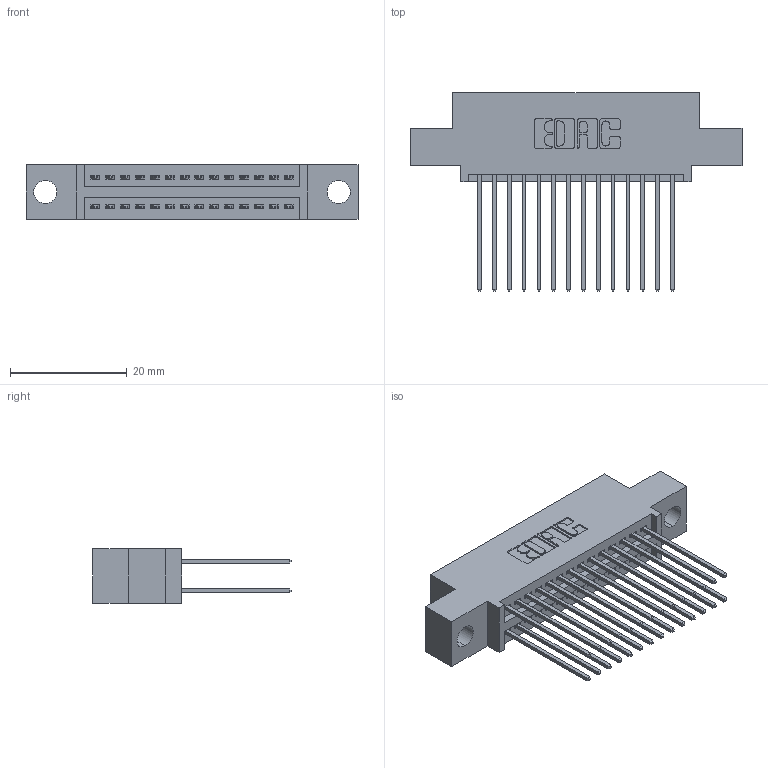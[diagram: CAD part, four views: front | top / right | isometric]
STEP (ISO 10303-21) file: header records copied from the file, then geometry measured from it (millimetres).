
FILE_DESCRIPTION (( 'STEP AP203' ), '1' );
FILE_NAME ('345-028-541-504.STEP', '2021-05-19T23:04:28', ( '' ), ( '' ), 'SwSTEP 2.0', 'SolidWorks 2020', '' );
FILE_SCHEMA (( 'CONFIG_CONTROL_DESIGN' ));
Length unit declared in the file: inch
Products named in the file (3): 345-028-541-504; 345 Part_0.110 Offset - 0.156 Dia-TI; 345-292-001_345-293-141
Assembly tree (29 placements, depth 2):
  345-028-541-504
    345 Part_0.110 Offset - 0.156 Dia-TI
    345-292-001_345-293-141  x28
Bounding box: 56.77 x 33.96 x 9.4 mm (x, y, z)
Volume: 5236 mm3; surface area: 7897 mm2
Topology: 29 solids, 29 shells, 1544 faces, 4561 edges, 3002 vertices
Faces by surface type: plane 1022, cylinder 522
Entity records: 15323 total; most frequent: CARTESIAN_POINT 2602, ORIENTED_EDGE 2534, DIRECTION 2327, EDGE_CURVE 1267, VECTOR 1079, LINE 1079, VERTEX_POINT 842, AXIS2_PLACEMENT_3D 624
